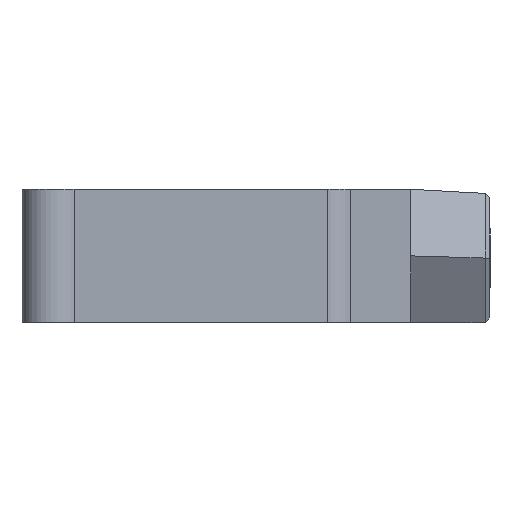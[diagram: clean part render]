
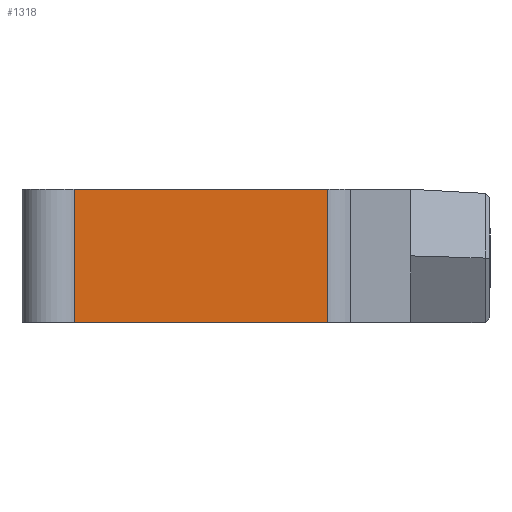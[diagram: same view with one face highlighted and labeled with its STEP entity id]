
A CAD part, left-side view. The second image highlights one B-rep face of the part: STEP entity #1318.
In plain terms, the highlighted planar face has unit normal (-0.652, -0.758, 0).
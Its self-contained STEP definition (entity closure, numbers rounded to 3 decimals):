
#44 = PLANE('',#45);
#45 = AXIS2_PLACEMENT_3D('',#46,#47,#48);
#46 = CARTESIAN_POINT('',(6.136,18.536,0.));
#47 = DIRECTION('',(0.,0.,1.));
#48 = DIRECTION('',(1.,0.,0.));
#128 = PLANE('',#129);
#129 = AXIS2_PLACEMENT_3D('',#130,#131,#132);
#130 = CARTESIAN_POINT('',(6.136,18.536,13.453
    ));
#131 = DIRECTION('',(0.,0.,1.));
#132 = DIRECTION('',(1.,0.,0.));
#223 = VERTEX_POINT('',#224);
#224 = CARTESIAN_POINT('',(-30.788,33.989,0.));
#239 = CYLINDRICAL_SURFACE('',#240,3.);
#240 = AXIS2_PLACEMENT_3D('',#241,#242,#243);
#241 = CARTESIAN_POINT('',(-28.831,36.263,0.));
#242 = DIRECTION('',(0.,0.,1.));
#243 = DIRECTION('',(0.351,0.936,-0.));
#251 = EDGE_CURVE('',#223,#252,#254,.T.);
#252 = VERTEX_POINT('',#253);
#253 = CARTESIAN_POINT('',(-1.043,8.398,0.));
#254 = SURFACE_CURVE('',#255,(#259,#266),.PCURVE_S1.);
#255 = LINE('',#256,#257);
#256 = CARTESIAN_POINT('',(-43.586,45.,0.));
#257 = VECTOR('',#258,1.);
#258 = DIRECTION('',(0.758,-0.652,0.));
#259 = PCURVE('',#44,#260);
#260 = DEFINITIONAL_REPRESENTATION('',(#261),#265);
#261 = LINE('',#262,#263);
#262 = CARTESIAN_POINT('',(-49.722,26.464));
#263 = VECTOR('',#264,1.);
#264 = DIRECTION('',(0.758,-0.652));
#265 = ( GEOMETRIC_REPRESENTATION_CONTEXT(2) 
PARAMETRIC_REPRESENTATION_CONTEXT() REPRESENTATION_CONTEXT('2D SPACE',''
  ) );
#266 = PCURVE('',#267,#272);
#267 = PLANE('',#268);
#268 = AXIS2_PLACEMENT_3D('',#269,#270,#271);
#269 = CARTESIAN_POINT('',(-43.586,45.,0.));
#270 = DIRECTION('',(0.652,0.758,-0.));
#271 = DIRECTION('',(0.758,-0.652,0.));
#272 = DEFINITIONAL_REPRESENTATION('',(#273),#277);
#273 = LINE('',#274,#275);
#274 = CARTESIAN_POINT('',(0.,0.));
#275 = VECTOR('',#276,1.);
#276 = DIRECTION('',(1.,0.));
#277 = ( GEOMETRIC_REPRESENTATION_CONTEXT(2) 
PARAMETRIC_REPRESENTATION_CONTEXT() REPRESENTATION_CONTEXT('2D SPACE',''
  ) );
#300 = CYLINDRICAL_SURFACE('',#301,3.);
#301 = AXIS2_PLACEMENT_3D('',#302,#303,#304);
#302 = CARTESIAN_POINT('',(-3.,6.124,0.));
#303 = DIRECTION('',(0.,0.,1.));
#304 = DIRECTION('',(0.652,0.758,-0.));
#869 = VERTEX_POINT('',#870);
#870 = CARTESIAN_POINT('',(-30.788,33.989,
    13.453));
#892 = EDGE_CURVE('',#869,#893,#895,.T.);
#893 = VERTEX_POINT('',#894);
#894 = CARTESIAN_POINT('',(-1.043,8.398,13.453)
  );
#895 = SURFACE_CURVE('',#896,(#900,#907),.PCURVE_S1.);
#896 = LINE('',#897,#898);
#897 = CARTESIAN_POINT('',(-43.586,45.,13.453));
#898 = VECTOR('',#899,1.);
#899 = DIRECTION('',(0.758,-0.652,0.));
#900 = PCURVE('',#128,#901);
#901 = DEFINITIONAL_REPRESENTATION('',(#902),#906);
#902 = LINE('',#903,#904);
#903 = CARTESIAN_POINT('',(-49.722,26.464));
#904 = VECTOR('',#905,1.);
#905 = DIRECTION('',(0.758,-0.652));
#906 = ( GEOMETRIC_REPRESENTATION_CONTEXT(2) 
PARAMETRIC_REPRESENTATION_CONTEXT() REPRESENTATION_CONTEXT('2D SPACE',''
  ) );
#907 = PCURVE('',#267,#908);
#908 = DEFINITIONAL_REPRESENTATION('',(#909),#913);
#909 = LINE('',#910,#911);
#910 = CARTESIAN_POINT('',(0.,-13.453));
#911 = VECTOR('',#912,1.);
#912 = DIRECTION('',(1.,0.));
#913 = ( GEOMETRIC_REPRESENTATION_CONTEXT(2) 
PARAMETRIC_REPRESENTATION_CONTEXT() REPRESENTATION_CONTEXT('2D SPACE',''
  ) );
#1296 = EDGE_CURVE('',#223,#869,#1297,.T.);
#1297 = SURFACE_CURVE('',#1298,(#1302,#1309),.PCURVE_S1.);
#1298 = LINE('',#1299,#1300);
#1299 = CARTESIAN_POINT('',(-30.788,33.989,0.));
#1300 = VECTOR('',#1301,1.);
#1301 = DIRECTION('',(0.,0.,1.));
#1302 = PCURVE('',#239,#1303);
#1303 = DEFINITIONAL_REPRESENTATION('',(#1304),#1308);
#1304 = LINE('',#1305,#1306);
#1305 = CARTESIAN_POINT('',(2.79,0.));
#1306 = VECTOR('',#1307,1.);
#1307 = DIRECTION('',(0.,1.));
#1308 = ( GEOMETRIC_REPRESENTATION_CONTEXT(2) 
PARAMETRIC_REPRESENTATION_CONTEXT() REPRESENTATION_CONTEXT('2D SPACE',''
  ) );
#1309 = PCURVE('',#267,#1310);
#1310 = DEFINITIONAL_REPRESENTATION('',(#1311),#1315);
#1311 = LINE('',#1312,#1313);
#1312 = CARTESIAN_POINT('',(16.883,0.));
#1313 = VECTOR('',#1314,1.);
#1314 = DIRECTION('',(0.,-1.));
#1315 = ( GEOMETRIC_REPRESENTATION_CONTEXT(2) 
PARAMETRIC_REPRESENTATION_CONTEXT() REPRESENTATION_CONTEXT('2D SPACE',''
  ) );
#1318 = ADVANCED_FACE('',(#1319),#267,.F.);
#1319 = FACE_BOUND('',#1320,.F.);
#1320 = EDGE_LOOP('',(#1321,#1322,#1323,#1324));
#1321 = ORIENTED_EDGE('',*,*,#251,.F.);
#1322 = ORIENTED_EDGE('',*,*,#1296,.T.);
#1323 = ORIENTED_EDGE('',*,*,#892,.T.);
#1324 = ORIENTED_EDGE('',*,*,#1325,.F.);
#1325 = EDGE_CURVE('',#252,#893,#1326,.T.);
#1326 = SURFACE_CURVE('',#1327,(#1331,#1338),.PCURVE_S1.);
#1327 = LINE('',#1328,#1329);
#1328 = CARTESIAN_POINT('',(-1.043,8.398,0.));
#1329 = VECTOR('',#1330,1.);
#1330 = DIRECTION('',(0.,0.,1.));
#1331 = PCURVE('',#267,#1332);
#1332 = DEFINITIONAL_REPRESENTATION('',(#1333),#1337);
#1333 = LINE('',#1334,#1335);
#1334 = CARTESIAN_POINT('',(56.121,0.));
#1335 = VECTOR('',#1336,1.);
#1336 = DIRECTION('',(0.,-1.));
#1337 = ( GEOMETRIC_REPRESENTATION_CONTEXT(2) 
PARAMETRIC_REPRESENTATION_CONTEXT() REPRESENTATION_CONTEXT('2D SPACE',''
  ) );
#1338 = PCURVE('',#300,#1339);
#1339 = DEFINITIONAL_REPRESENTATION('',(#1340),#1344);
#1340 = LINE('',#1341,#1342);
#1341 = CARTESIAN_POINT('',(-0.,0.));
#1342 = VECTOR('',#1343,1.);
#1343 = DIRECTION('',(-0.,1.));
#1344 = ( GEOMETRIC_REPRESENTATION_CONTEXT(2) 
PARAMETRIC_REPRESENTATION_CONTEXT() REPRESENTATION_CONTEXT('2D SPACE',''
  ) );
